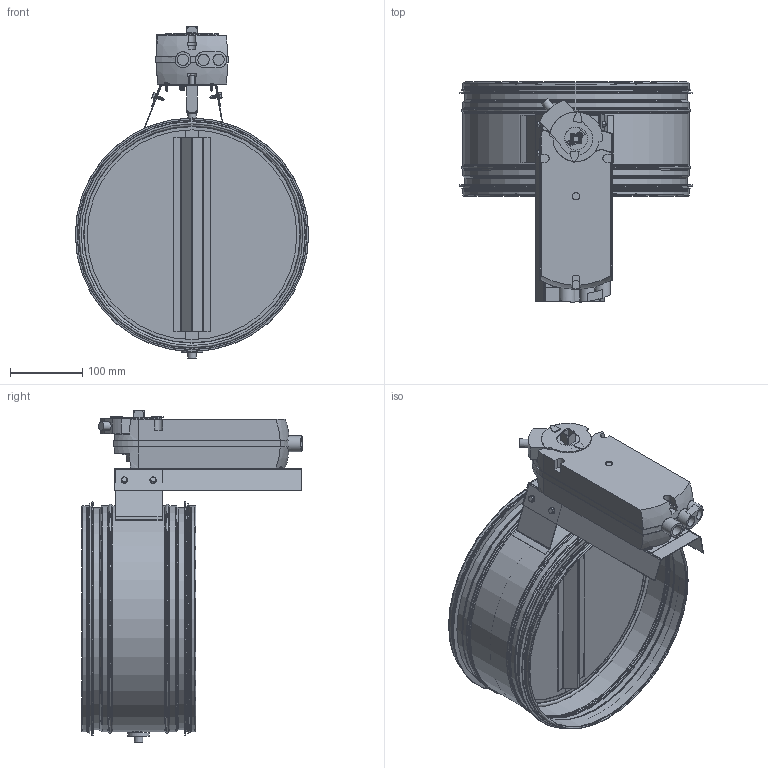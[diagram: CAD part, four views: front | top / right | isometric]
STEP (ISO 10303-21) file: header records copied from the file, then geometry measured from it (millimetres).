
FILE_DESCRIPTION((''),'2;1');
FILE_NAME('HISC-EFS-24_315.stp','2014-06-18T14:10:45',(''),(''),'Autodesk Inventor 2013','Autodesk Inventor 2013','');
FILE_SCHEMA(('AUTOMOTIVE_DESIGN { 1 2 10303 214 0 1 1 1 }'));
Length unit declared in the file: millimetre
Products named in the file (21): HISC-EFS-24_315; HISochHISC_Rör-08; 999008; Spjällhylla_HISC-E-HIS-E-315; SpjällaxelKort; Cellgummi; Starlock; 116024; Borrskruv_4,2x13; SpjällaxelKort_250-315; Cellgummi_1; Stödprofil-270; Spjällaxel-120; HMH-315-L260; 999317; 90242___8_13-mattssons; FästeSpjällmotorSF-Små; 90232___6_10-mattssons; G-list-315; BlindnitmutterM5; ASF112F122
Assembly tree (28 placements, depth 2):
  HISC-EFS-24_315
    HISochHISC_Rör-08
    999008  x2
    Spjällhylla_HISC-E-HIS-E-315
    SpjällaxelKort
    Cellgummi
    Starlock  x2
    116024
    Borrskruv_4,2x13  x3
    SpjällaxelKort_250-315
    Cellgummi_1
    Stödprofil-270
    Spjällaxel-120
    HMH-315-L260
    999317
    90242___8_13-mattssons  x4
    FästeSpjällmotorSF-Små
    90232___6_10-mattssons  x2
    G-list-315
    BlindnitmutterM5
    ASF112F122
Bounding box: 324.25 x 306.09 x 461 mm (x, y, z)
Volume: 1718448.3 mm3; surface area: 931631.4 mm2
Topology: 28 solids, 29 shells, 1337 faces, 3149 edges, 1900 vertices
Faces by surface type: plane 453, cylinder 438, cone 359, torus 57, bspline 22, sphere 8
Full cylindrical faces by diameter (mm): 2.656 x12, 3.291 x28, 3.5 x10, 4 x4, 4.2 x24, 4.567 x1, 5 x2, 6 x1, 7 x4, 8.8 x4, 10 x4, 11.7 x2, 12 x3, 15.7 x3, 21 x2, 22 x3, 26 x1, 30 x2, 32 x1, 34 x1, 43.55 x2, 291.191 x2, 300 x1, 302 x1, 307.45 x1, 307.61 x1, 308.45 x1, 308.61 x1, 310.25 x2, 312.85 x11
Entity records: 27668 total; most frequent: CARTESIAN_POINT 6932, DIRECTION 4258, ORIENTED_EDGE 3810, EDGE_CURVE 1905, AXIS2_PLACEMENT_3D 1697, VERTEX_POINT 1245, EDGE_LOOP 1126, FACE_OUTER_BOUND 885
